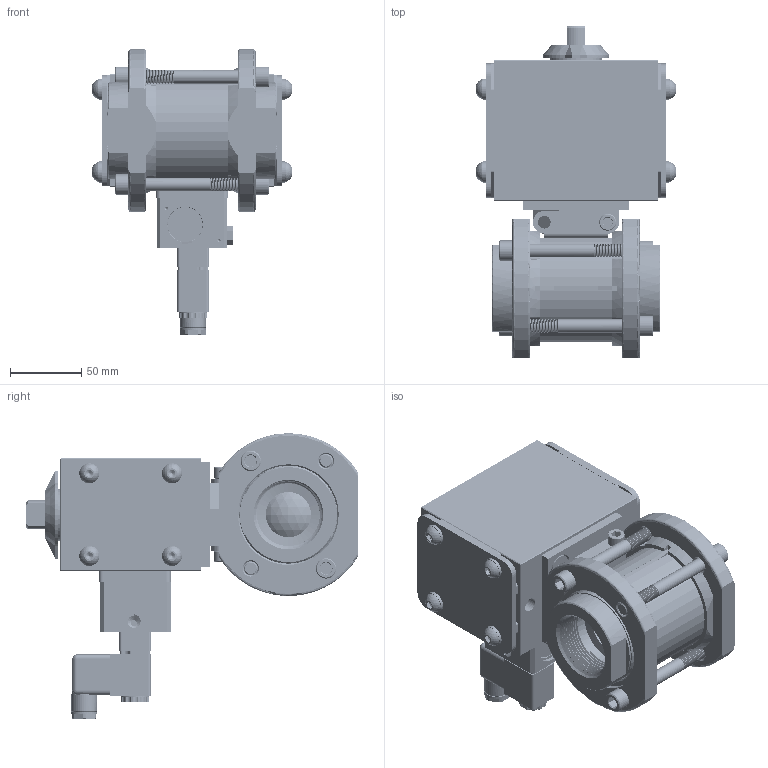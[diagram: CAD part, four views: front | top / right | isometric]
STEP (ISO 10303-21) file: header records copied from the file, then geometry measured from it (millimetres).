
FILE_DESCRIPTION (( 'STEP AP203' ), '1' );
FILE_NAME ('22XXSESA522DGPDS.step', '2018-03-15T17:10:51', ( '' ), ( '' ), 'SwSTEP 2.0', 'SolidWorks 2017', '' );
FILE_SCHEMA (( 'CONFIG_CONTROL_DESIGN' ));
Products named in the file (1): 22XXSESA522DGPDS
Bounding box: 139.51 x 232.59 x 200.05 mm (x, y, z)
Volume: 1250180.4 mm3; surface area: 409529.5 mm2
Topology: 62 solids, 62 shells, 3676 faces, 9470 edges, 5951 vertices
Faces by surface type: cylinder 1696, plane 928, cone 741, bspline 154, torus 135, sphere 22
Entity records: 191197 total; most frequent: CARTESIAN_POINT 105482, ORIENTED_EDGE 18716, DIRECTION 17437, EDGE_CURVE 9358, AXIS2_PLACEMENT_3D 6691, VERTEX_POINT 5949, VECTOR 4055, LINE 4055
